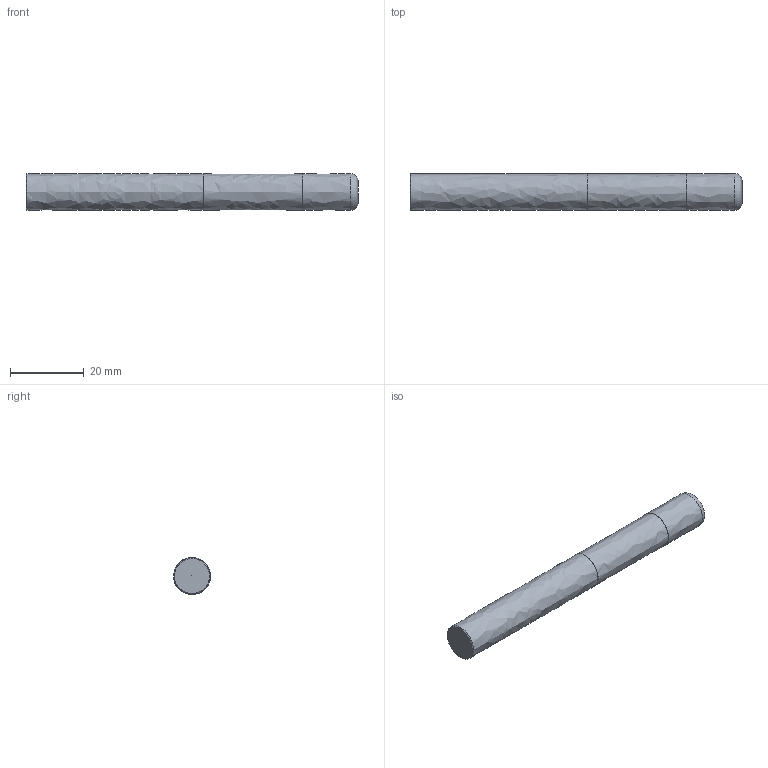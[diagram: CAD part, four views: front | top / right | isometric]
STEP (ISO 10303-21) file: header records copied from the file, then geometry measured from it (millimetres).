
FILE_DESCRIPTION ((), '1');
FILE_NAME ('137V 10N4-2_0R.STP', '2020-04-16T10:43:44', ('Unknown'), ('M.A.Ford'), 'OneCNC-XR7 Mill 3D Expert', 'OneCNC-XR7 Mill 3D Expert', '');
FILE_SCHEMA (('CONFIG_CONTROL_DESIGN'));
Length unit declared in the file: millimetre
Bounding box: 90 x 10 x 10 mm (x, y, z)
Volume: 6958.8 mm3; surface area: 2940.3 mm2
Topology: 1 solids, 1 shells, 9 faces, 19 edges, 10 vertices
Faces by surface type: bspline 9
Entity records: 1375 total; most frequent: CARTESIAN_POINT 1181, ORIENTED_EDGE 34, EDGE_CURVE 17, VERTEX_POINT 10, B_SPLINE_CURVE_WITH_KNOTS 10, EDGE_LOOP 9, FACE_OUTER_BOUND 9, ADVANCED_FACE 9
